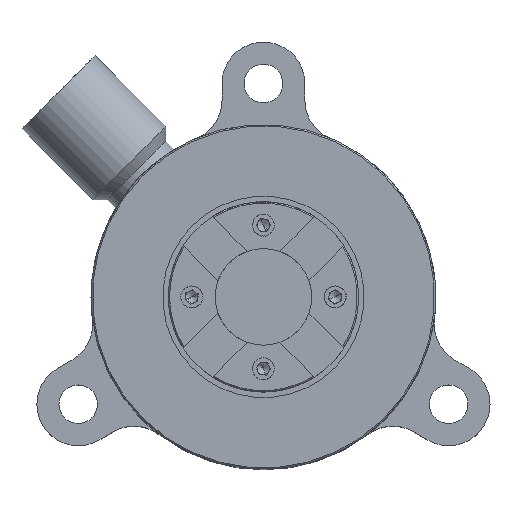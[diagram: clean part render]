
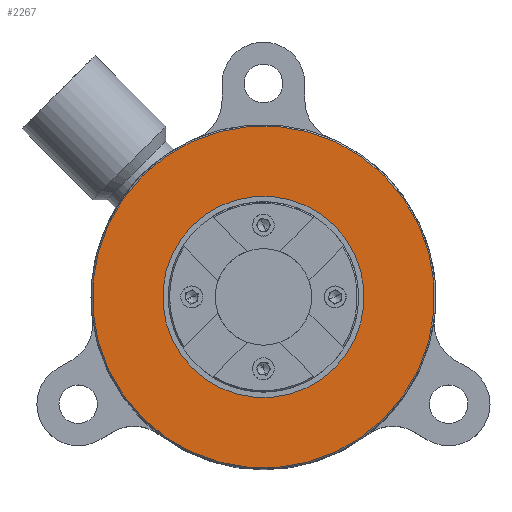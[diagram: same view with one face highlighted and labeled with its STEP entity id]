
A CAD part, top view. The second image highlights one B-rep face of the part: STEP entity #2267.
In plain terms, the highlighted planar face has unit normal (0, 0, 1).
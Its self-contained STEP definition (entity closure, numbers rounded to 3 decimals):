
#309 = AXIS2_PLACEMENT_3D ( 'NONE', #8545, #5372, #6437 ) ;
#582 = DIRECTION ( 'NONE',  ( 0., 0., 1. ) ) ;
#1331 = CIRCLE ( 'NONE', #10838, 12.4 ) ;
#1347 = DIRECTION ( 'NONE',  ( -0.707, -0.707, 0. ) ) ;
#1575 = DIRECTION ( 'NONE',  ( 0., 0., 1. ) ) ;
#1988 = CARTESIAN_POINT ( 'NONE',  ( 0., 0., 21.5 ) ) ;
#2267 = ADVANCED_FACE ( 'NONE', ( #8084, #10538 ), #11656, .T. ) ;
#2332 = VERTEX_POINT ( 'NONE', #3422 ) ;
#2662 = EDGE_LOOP ( 'NONE', ( #9278, #6834 ) ) ;
#2973 = EDGE_CURVE ( 'NONE', #2332, #12207, #1331, .T. ) ;
#3422 = CARTESIAN_POINT ( 'NONE',  ( 8.768, 8.768, 21.5 ) ) ;
#3515 = AXIS2_PLACEMENT_3D ( 'NONE', #11051, #1575, #5714 ) ;
#3633 = ORIENTED_EDGE ( 'NONE', *, *, #4598, .F. ) ;
#4281 = AXIS2_PLACEMENT_3D ( 'NONE', #1988, #11518, #8423 ) ;
#4598 = EDGE_CURVE ( 'NONE', #6897, #7663, #11670, .T. ) ;
#4784 = CARTESIAN_POINT ( 'NONE',  ( 0., 0., 21.5 ) ) ;
#5260 = ORIENTED_EDGE ( 'NONE', *, *, #6246, .F. ) ;
#5372 = DIRECTION ( 'NONE',  ( 0., 0., 1. ) ) ;
#5698 = CARTESIAN_POINT ( 'NONE',  ( 5.162, 5.162, 21.5 ) ) ;
#5714 = DIRECTION ( 'NONE',  ( -0.707, -0.707, 0. ) ) ;
#6246 = EDGE_CURVE ( 'NONE', #7663, #6897, #7375, .T. ) ;
#6437 = DIRECTION ( 'NONE',  ( -0.707, -0.707, 0. ) ) ;
#6834 = ORIENTED_EDGE ( 'NONE', *, *, #9378, .T. ) ;
#6897 = VERTEX_POINT ( 'NONE', #13035 ) ;
#7006 = CARTESIAN_POINT ( 'NONE',  ( -8.768, -8.768, 21.5 ) ) ;
#7375 = CIRCLE ( 'NONE', #4281, 7.3 ) ;
#7663 = VERTEX_POINT ( 'NONE', #5698 ) ;
#8084 = FACE_OUTER_BOUND ( 'NONE', #2662, .T. ) ;
#8423 = DIRECTION ( 'NONE',  ( -0.707, -0.707, 0. ) ) ;
#8545 = CARTESIAN_POINT ( 'NONE',  ( 0., 0., 21.5 ) ) ;
#8882 = DIRECTION ( 'NONE',  ( -0.707, -0.707, 0. ) ) ;
#9083 = CIRCLE ( 'NONE', #3515, 12.4 ) ;
#9278 = ORIENTED_EDGE ( 'NONE', *, *, #2973, .T. ) ;
#9328 = EDGE_LOOP ( 'NONE', ( #3633, #5260 ) ) ;
#9378 = EDGE_CURVE ( 'NONE', #12207, #2332, #9083, .T. ) ;
#9397 = AXIS2_PLACEMENT_3D ( 'NONE', #10783, #12972, #1347 ) ;
#10538 = FACE_BOUND ( 'NONE', #9328, .T. ) ;
#10783 = CARTESIAN_POINT ( 'NONE',  ( 0., 0., 21.5 ) ) ;
#10838 = AXIS2_PLACEMENT_3D ( 'NONE', #4784, #582, #8882 ) ;
#11051 = CARTESIAN_POINT ( 'NONE',  ( 0., 0., 21.5 ) ) ;
#11518 = DIRECTION ( 'NONE',  ( 0., 0., 1. ) ) ;
#11656 = PLANE ( 'NONE',  #309 ) ;
#11670 = CIRCLE ( 'NONE', #9397, 7.3 ) ;
#12207 = VERTEX_POINT ( 'NONE', #7006 ) ;
#12972 = DIRECTION ( 'NONE',  ( 0., 0., 1. ) ) ;
#13035 = CARTESIAN_POINT ( 'NONE',  ( -5.162, -5.162, 21.5 ) ) ;
